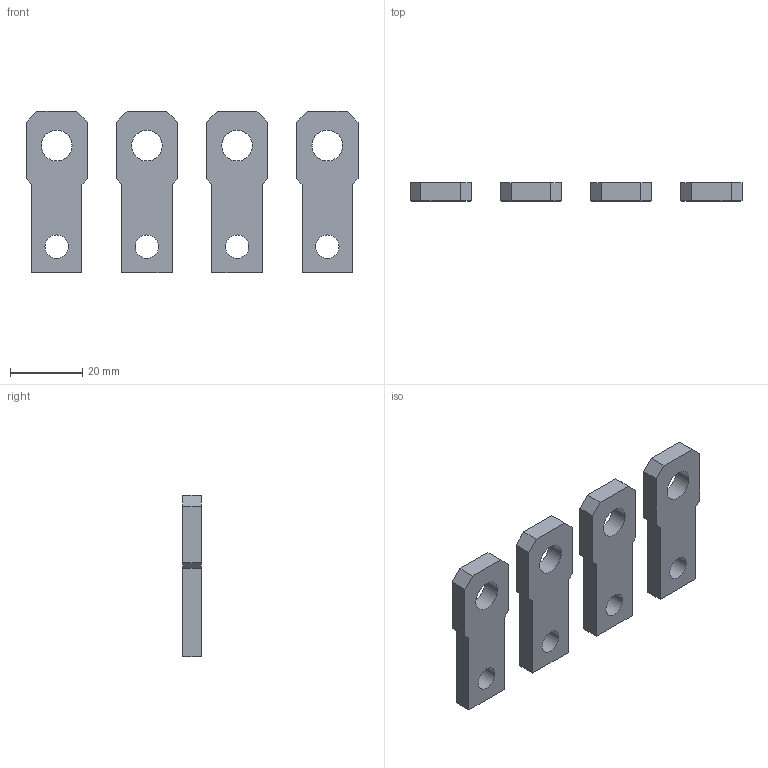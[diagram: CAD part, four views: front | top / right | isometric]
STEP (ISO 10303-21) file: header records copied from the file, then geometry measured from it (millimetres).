
FILE_DESCRIPTION(('CATIA V5 STEP Exchange'),'2;1');
FILE_NAME('1SDH001295R0077_1PA_001_00_XT1_4P_FIXED_EF_SUP.stp','2014-11-11T15:20:05+00:00',('none'),('none'),'CATIA Version 5 Release 20 SP 1 (IN-10)','CATIA V5 STEP AP214','none');
FILE_SCHEMA(('AUTOMOTIVE_DESIGN { 1 0 10303 214 1 1 1 1 }'));
Length unit declared in the file: millimetre
Products named in the file (1): 1SDH001295R0077_1PA_001_00_XT1_4P_FIXED_EF_SUP
Bounding box: 92 x 5 x 44.7 mm (x, y, z)
Volume: 11704.4 mm3; surface area: 7986.8 mm2
Topology: 4 solids, 4 shells, 64 faces, 168 edges, 112 vertices
Faces by surface type: plane 48, cylinder 16
Entity records: 1907 total; most frequent: ORIENTED_EDGE 336, CARTESIAN_POINT 326, DIRECTION 258, EDGE_CURVE 168, VECTOR 136, LINE 136, VERTEX_POINT 112, EDGE_LOOP 80
